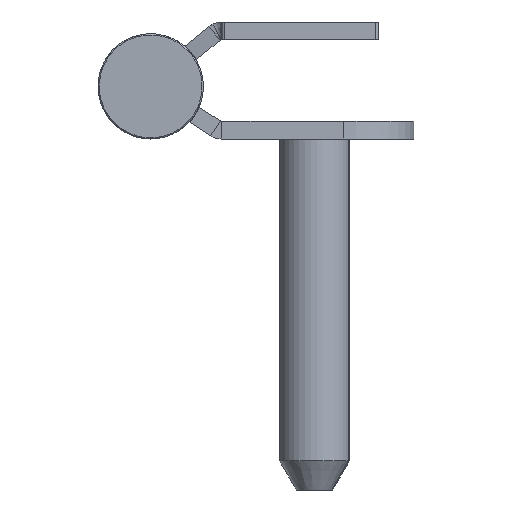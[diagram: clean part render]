
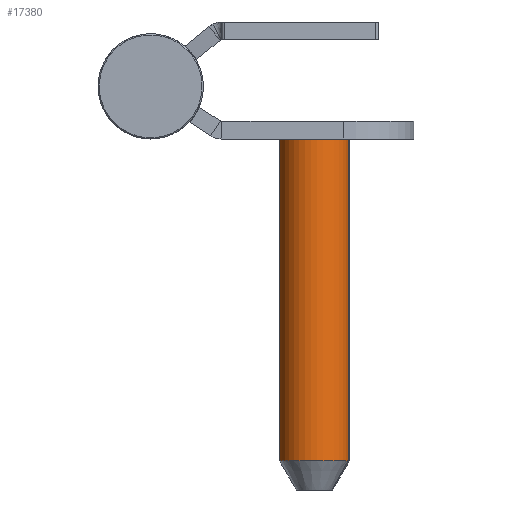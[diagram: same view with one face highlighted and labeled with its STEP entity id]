
A CAD part, left-side view. The second image highlights one B-rep face of the part: STEP entity #17380.
In plain terms, the highlighted cylindrical face has radius 6 mm (diameter 12 mm), a partial arc.
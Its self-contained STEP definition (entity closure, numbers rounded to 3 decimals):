
#333 = DIRECTION ( 'NONE',  ( 0., 0., -1. ) ) ;
#699 = DIRECTION ( 'NONE',  ( 0., 0., -1. ) ) ;
#890 = EDGE_CURVE ( 'NONE', #6448, #15268, #5968, .T. ) ;
#1267 = EDGE_CURVE ( 'NONE', #6448, #6642, #5737, .T. ) ;
#1755 = CARTESIAN_POINT ( 'NONE',  ( 0., 5., 0. ) ) ;
#3342 = FACE_OUTER_BOUND ( 'NONE', #14618, .T. ) ;
#4403 = DIRECTION ( 'NONE',  ( 0., -1., 0. ) ) ;
#4638 = AXIS2_PLACEMENT_3D ( 'NONE', #6225, #17002, #10223 ) ;
#5008 = VERTEX_POINT ( 'NONE', #15491 ) ;
#5022 = CYLINDRICAL_SURFACE ( 'NONE', #9262, 6. ) ;
#5142 = CARTESIAN_POINT ( 'NONE',  ( 0., 0., 6. ) ) ;
#5473 = VECTOR ( 'NONE', #14200, 1000. ) ;
#5737 = LINE ( 'NONE', #5142, #12431 ) ;
#5831 = DIRECTION ( 'NONE',  ( 0., -1., 0. ) ) ;
#5968 = CIRCLE ( 'NONE', #4638, 6. ) ;
#6225 = CARTESIAN_POINT ( 'NONE',  ( 0., 60., 0. ) ) ;
#6448 = VERTEX_POINT ( 'NONE', #8316 ) ;
#6642 = VERTEX_POINT ( 'NONE', #16238 ) ;
#8316 = CARTESIAN_POINT ( 'NONE',  ( 0., 60., 6. ) ) ;
#8400 = EDGE_CURVE ( 'NONE', #6642, #5008, #10393, .T. ) ;
#8861 = AXIS2_PLACEMENT_3D ( 'NONE', #1755, #5831, #333 ) ;
#9045 = ORIENTED_EDGE ( 'NONE', *, *, #890, .T. ) ;
#9262 = AXIS2_PLACEMENT_3D ( 'NONE', #15243, #4403, #699 ) ;
#10223 = DIRECTION ( 'NONE',  ( 0., 0., -1. ) ) ;
#10393 = CIRCLE ( 'NONE', #8861, 6. ) ;
#10722 = ORIENTED_EDGE ( 'NONE', *, *, #17369, .T. ) ;
#11051 = CARTESIAN_POINT ( 'NONE',  ( 0., 0., -6. ) ) ;
#11847 = DIRECTION ( 'NONE',  ( 0., -1., 0. ) ) ;
#12146 = ORIENTED_EDGE ( 'NONE', *, *, #1267, .F. ) ;
#12431 = VECTOR ( 'NONE', #11847, 1000. ) ;
#13160 = CARTESIAN_POINT ( 'NONE',  ( 0., 60., -6. ) ) ;
#13632 = LINE ( 'NONE', #11051, #5473 ) ;
#14200 = DIRECTION ( 'NONE',  ( 0., -1., 0. ) ) ;
#14618 = EDGE_LOOP ( 'NONE', ( #12146, #9045, #10722, #15771 ) ) ;
#15243 = CARTESIAN_POINT ( 'NONE',  ( 0., 0., 0. ) ) ;
#15268 = VERTEX_POINT ( 'NONE', #13160 ) ;
#15491 = CARTESIAN_POINT ( 'NONE',  ( 0., 5., -6. ) ) ;
#15771 = ORIENTED_EDGE ( 'NONE', *, *, #8400, .F. ) ;
#16238 = CARTESIAN_POINT ( 'NONE',  ( 0., 5., 6. ) ) ;
#17002 = DIRECTION ( 'NONE',  ( 0., -1., 0. ) ) ;
#17369 = EDGE_CURVE ( 'NONE', #15268, #5008, #13632, .T. ) ;
#17380 = ADVANCED_FACE ( 'NONE', ( #3342 ), #5022, .T. ) ;
